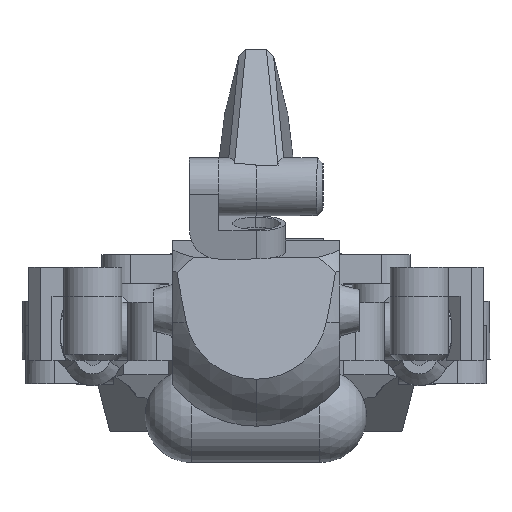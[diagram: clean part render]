
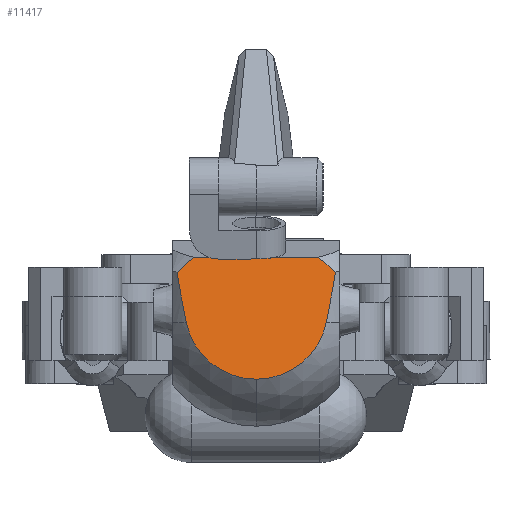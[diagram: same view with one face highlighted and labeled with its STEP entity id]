
A CAD part, top view. The second image highlights one B-rep face of the part: STEP entity #11417.
In plain terms, the highlighted planar face has unit normal (0, 0.174, 0.985).
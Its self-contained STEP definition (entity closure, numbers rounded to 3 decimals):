
#87=B_SPLINE_CURVE_WITH_KNOTS('',3,(#17261,#17262,#17263,#17264,#17265,
#17266,#17267,#17268,#17269,#17270),.UNSPECIFIED.,.F.,.F.,(4,3,3,4),(-0.223,
-0.158,-0.082,-0.038),
 .UNSPECIFIED.);
#88=B_SPLINE_CURVE_WITH_KNOTS('',3,(#17274,#17275,#17276,#17277,#17278,
#17279,#17280,#17281,#17282,#17283),.UNSPECIFIED.,.F.,.F.,(4,3,3,4),(-2.302,
-2.209,-2.108,-2.049),.UNSPECIFIED.);
#186=ELLIPSE('',#12260,52.981,9.2);
#187=ELLIPSE('',#12262,52.981,9.2);
#585=PLANE('',#12261);
#1188=FACE_OUTER_BOUND('',#1860,.T.);
#1860=EDGE_LOOP('',(#8291,#8292,#8293,#8294,#8295,#8296,#8297));
#2662=LINE('',#16935,#3690);
#3690=VECTOR('',#13546,10.);
#4695=CIRCLE('',#12257,6.146);
#4697=CIRCLE('',#12263,6.146);
#5146=VERTEX_POINT('',#16933);
#5147=VERTEX_POINT('',#16934);
#5215=VERTEX_POINT('',#17247);
#5216=VERTEX_POINT('',#17249);
#5217=VERTEX_POINT('',#17253);
#5218=VERTEX_POINT('',#17260);
#5219=VERTEX_POINT('',#17271);
#6304=EDGE_CURVE('',#5146,#5147,#2662,.T.);
#6399=EDGE_CURVE('',#5216,#5215,#4695,.F.);
#6401=EDGE_CURVE('',#5215,#5217,#186,.F.);
#6403=EDGE_CURVE('',#5218,#5147,#87,.F.);
#6404=EDGE_CURVE('',#5219,#5218,#187,.T.);
#6405=EDGE_CURVE('',#5216,#5219,#4697,.T.);
#6406=EDGE_CURVE('',#5217,#5146,#88,.T.);
#8291=ORIENTED_EDGE('',*,*,#6304,.T.);
#8292=ORIENTED_EDGE('',*,*,#6403,.F.);
#8293=ORIENTED_EDGE('',*,*,#6404,.F.);
#8294=ORIENTED_EDGE('',*,*,#6405,.F.);
#8295=ORIENTED_EDGE('',*,*,#6399,.T.);
#8296=ORIENTED_EDGE('',*,*,#6401,.T.);
#8297=ORIENTED_EDGE('',*,*,#6406,.T.);
#11417=ADVANCED_FACE('',(#1188),#585,.F.);
#12257=AXIS2_PLACEMENT_3D('',#17250,#13703,#13704);
#12260=AXIS2_PLACEMENT_3D('',#17254,#13709,#13710);
#12261=AXIS2_PLACEMENT_3D('',#17259,#13711,#13712);
#12262=AXIS2_PLACEMENT_3D('',#17272,#13713,#13714);
#12263=AXIS2_PLACEMENT_3D('',#17273,#13715,#13716);
#13546=DIRECTION('',(-1.,0.,0.));
#13703=DIRECTION('center_axis',(0.,-0.174,
-0.985));
#13704=DIRECTION('ref_axis',(0.,-0.985,0.174));
#13709=DIRECTION('center_axis',(0.,-0.174,
-0.985));
#13710=DIRECTION('ref_axis',(0.,-0.985,0.174));
#13711=DIRECTION('center_axis',(0.,-0.174,
-0.985));
#13712=DIRECTION('ref_axis',(-1.,0.,0.));
#13713=DIRECTION('center_axis',(0.,-0.174,
-0.985));
#13714=DIRECTION('ref_axis',(0.,-0.985,0.174));
#13715=DIRECTION('center_axis',(0.,-0.174,
-0.985));
#13716=DIRECTION('ref_axis',(0.,-0.985,0.174));
#16933=CARTESIAN_POINT('',(5.348,3.708,35.79));
#16934=CARTESIAN_POINT('',(-5.348,3.708,35.79));
#16935=CARTESIAN_POINT('',(0.018,3.708,35.79));
#17247=CARTESIAN_POINT('',(6.008,-1.894,36.778));
#17249=CARTESIAN_POINT('',(0.,-6.757,37.636));
#17250=CARTESIAN_POINT('Origin',(-0.018,-0.705,
36.568));
#17253=CARTESIAN_POINT('',(6.788,2.425,36.017));
#17254=CARTESIAN_POINT('Origin',(-0.018,37.533,29.826));
#17259=CARTESIAN_POINT('Origin',(0.018,-6.075,37.515));
#17260=CARTESIAN_POINT('',(-6.788,2.425,36.017));
#17261=CARTESIAN_POINT('Ctrl Pts',(-5.348,3.708,35.79));
#17262=CARTESIAN_POINT('Ctrl Pts',(-5.52,3.561,35.816));
#17263=CARTESIAN_POINT('Ctrl Pts',(-5.692,3.411,35.843));
#17264=CARTESIAN_POINT('Ctrl Pts',(-5.863,3.26,35.869));
#17265=CARTESIAN_POINT('Ctrl Pts',(-6.062,3.084,35.9));
#17266=CARTESIAN_POINT('Ctrl Pts',(-6.26,2.907,35.932));
#17267=CARTESIAN_POINT('Ctrl Pts',(-6.454,2.73,35.963));
#17268=CARTESIAN_POINT('Ctrl Pts',(-6.567,2.628,35.981));
#17269=CARTESIAN_POINT('Ctrl Pts',(-6.678,2.526,35.999));
#17270=CARTESIAN_POINT('Ctrl Pts',(-6.788,2.425,36.017));
#17271=CARTESIAN_POINT('',(-6.008,-1.894,36.778));
#17272=CARTESIAN_POINT('Origin',(0.018,37.533,29.826));
#17273=CARTESIAN_POINT('Origin',(0.018,-0.705,36.568));
#17274=CARTESIAN_POINT('Ctrl Pts',(6.788,2.425,36.017));
#17275=CARTESIAN_POINT('Ctrl Pts',(6.619,2.58,35.989));
#17276=CARTESIAN_POINT('Ctrl Pts',(6.446,2.738,35.961));
#17277=CARTESIAN_POINT('Ctrl Pts',(6.271,2.896,35.933));
#17278=CARTESIAN_POINT('Ctrl Pts',(6.079,3.069,35.903));
#17279=CARTESIAN_POINT('Ctrl Pts',(5.885,3.242,35.873));
#17280=CARTESIAN_POINT('Ctrl Pts',(5.69,3.412,35.842));
#17281=CARTESIAN_POINT('Ctrl Pts',(5.576,3.512,35.825));
#17282=CARTESIAN_POINT('Ctrl Pts',(5.462,3.61,35.807));
#17283=CARTESIAN_POINT('Ctrl Pts',(5.348,3.708,35.79));
